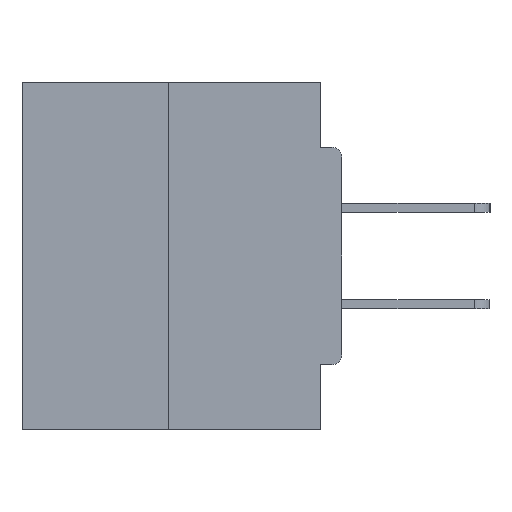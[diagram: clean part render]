
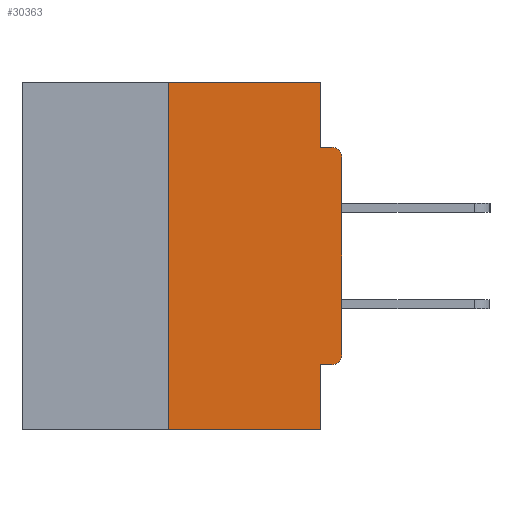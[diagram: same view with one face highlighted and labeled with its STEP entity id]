
A CAD part, left-side view. The second image highlights one B-rep face of the part: STEP entity #30363.
In plain terms, the highlighted planar face has unit normal (-1, 0, 0).
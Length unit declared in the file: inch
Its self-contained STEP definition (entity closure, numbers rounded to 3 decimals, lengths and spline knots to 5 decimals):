
#75 = CARTESIAN_POINT ( 'NONE',  ( 0., 0.25, -0.5 ) ) ;
#533 = VECTOR ( 'NONE', #23173, 39.37008 ) ;
#889 = DIRECTION ( 'NONE',  ( 0., 0., -1. ) ) ;
#1437 = EDGE_CURVE ( 'NONE', #14238, #33584, #9037, .T. ) ;
#1892 = AXIS2_PLACEMENT_3D ( 'NONE', #9217, #30238, #14512 ) ;
#1973 = CARTESIAN_POINT ( 'NONE',  ( 0., 0., -0.1085 ) ) ;
#2273 = ORIENTED_EDGE ( 'NONE', *, *, #29920, .T. ) ;
#3568 = VERTEX_POINT ( 'NONE', #7033 ) ;
#3784 = CARTESIAN_POINT ( 'NONE',  ( 0., 0.015, -0.0935 ) ) ;
#4215 = ORIENTED_EDGE ( 'NONE', *, *, #32718, .T. ) ;
#4923 = CARTESIAN_POINT ( 'NONE',  ( 0., 0.25, 0. ) ) ;
#5590 = CARTESIAN_POINT ( 'NONE',  ( 0., 0.46, -0.5 ) ) ;
#6249 = VERTEX_POINT ( 'NONE', #18964 ) ;
#6314 = DIRECTION ( 'NONE',  ( 0., -1., 0. ) ) ;
#6661 = VECTOR ( 'NONE', #15347, 39.37008 ) ;
#6767 = LINE ( 'NONE', #15432, #10873 ) ;
#7033 = CARTESIAN_POINT ( 'NONE',  ( 0., 0.25, 0. ) ) ;
#7378 = DIRECTION ( 'NONE',  ( 0., 0., -1. ) ) ;
#7645 = VERTEX_POINT ( 'NONE', #20528 ) ;
#8044 = ORIENTED_EDGE ( 'NONE', *, *, #24449, .T. ) ;
#8352 = VERTEX_POINT ( 'NONE', #3784 ) ;
#9037 = LINE ( 'NONE', #5590, #25068 ) ;
#9213 = VERTEX_POINT ( 'NONE', #27598 ) ;
#9217 = CARTESIAN_POINT ( 'NONE',  ( 0., 0.015, -0.3915 ) ) ;
#10534 = ORIENTED_EDGE ( 'NONE', *, *, #1437, .T. ) ;
#10552 = VERTEX_POINT ( 'NONE', #25725 ) ;
#10873 = VECTOR ( 'NONE', #28639, 39.37008 ) ;
#11448 = CIRCLE ( 'NONE', #32219, 0.015 ) ;
#13378 = EDGE_CURVE ( 'NONE', #6249, #9213, #13451, .T. ) ;
#13451 = LINE ( 'NONE', #21702, #24926 ) ;
#13543 = DIRECTION ( 'NONE',  ( 0., 0., -1. ) ) ;
#13589 = AXIS2_PLACEMENT_3D ( 'NONE', #26409, #18470, #13543 ) ;
#13895 = ORIENTED_EDGE ( 'NONE', *, *, #26850, .F. ) ;
#14238 = VERTEX_POINT ( 'NONE', #75 ) ;
#14512 = DIRECTION ( 'NONE',  ( 0., 0., -1. ) ) ;
#15347 = DIRECTION ( 'NONE',  ( 0., -1., 0. ) ) ;
#15432 = CARTESIAN_POINT ( 'NONE',  ( 0., 0.031, -0.5 ) ) ;
#15745 = LINE ( 'NONE', #32709, #32210 ) ;
#15956 = EDGE_CURVE ( 'NONE', #10552, #33584, #6767, .T. ) ;
#16302 = EDGE_CURVE ( 'NONE', #14238, #3568, #16589, .T. ) ;
#16513 = ORIENTED_EDGE ( 'NONE', *, *, #15956, .F. ) ;
#16589 = LINE ( 'NONE', #4923, #533 ) ;
#17193 = VECTOR ( 'NONE', #25504, 39.37008 ) ;
#17406 = DIRECTION ( 'NONE',  ( 0., 1., 0. ) ) ;
#17562 = CARTESIAN_POINT ( 'NONE',  ( 0., 0., 0. ) ) ;
#17929 = ORIENTED_EDGE ( 'NONE', *, *, #18763, .F. ) ;
#17964 = CARTESIAN_POINT ( 'NONE',  ( 0., 0., -0.0935 ) ) ;
#18048 = VECTOR ( 'NONE', #17406, 39.37008 ) ;
#18470 = DIRECTION ( 'NONE',  ( 1., 0., 0. ) ) ;
#18763 = EDGE_CURVE ( 'NONE', #7645, #10552, #24654, .T. ) ;
#18794 = DIRECTION ( 'NONE',  ( 0., -1., 0. ) ) ;
#18964 = CARTESIAN_POINT ( 'NONE',  ( 0., 0.031, 0. ) ) ;
#19158 = ORIENTED_EDGE ( 'NONE', *, *, #16302, .F. ) ;
#19885 = CIRCLE ( 'NONE', #1892, 0.015 ) ;
#20182 = EDGE_LOOP ( 'NONE', ( #13895, #19158, #10534, #16513, #17929, #2273, #4215, #8044, #26908, #25095 ) ) ;
#20528 = CARTESIAN_POINT ( 'NONE',  ( 0., 0.015, -0.4065 ) ) ;
#21702 = CARTESIAN_POINT ( 'NONE',  ( 0., 0.031, 0. ) ) ;
#21777 = EDGE_CURVE ( 'NONE', #9213, #8352, #26787, .T. ) ;
#21976 = CARTESIAN_POINT ( 'NONE',  ( 0., 0., -0.3915 ) ) ;
#23173 = DIRECTION ( 'NONE',  ( 0., 0., 1. ) ) ;
#24286 = CARTESIAN_POINT ( 'NONE',  ( 0., 0.031, -0.5 ) ) ;
#24449 = EDGE_CURVE ( 'NONE', #24858, #8352, #11448, .T. ) ;
#24654 = LINE ( 'NONE', #30652, #18048 ) ;
#24858 = VERTEX_POINT ( 'NONE', #1973 ) ;
#24926 = VECTOR ( 'NONE', #889, 39.37008 ) ;
#25068 = VECTOR ( 'NONE', #18794, 39.37008 ) ;
#25095 = ORIENTED_EDGE ( 'NONE', *, *, #13378, .F. ) ;
#25504 = DIRECTION ( 'NONE',  ( 0., 0., 1. ) ) ;
#25725 = CARTESIAN_POINT ( 'NONE',  ( 0., 0.031, -0.4065 ) ) ;
#26409 = CARTESIAN_POINT ( 'NONE',  ( 0., 0.46, 0. ) ) ;
#26787 = LINE ( 'NONE', #17964, #6661 ) ;
#26850 = EDGE_CURVE ( 'NONE', #3568, #6249, #15745, .T. ) ;
#26908 = ORIENTED_EDGE ( 'NONE', *, *, #21777, .F. ) ;
#27473 = LINE ( 'NONE', #17562, #17193 ) ;
#27598 = CARTESIAN_POINT ( 'NONE',  ( 0., 0.031, -0.0935 ) ) ;
#28639 = DIRECTION ( 'NONE',  ( 0., 0., -1. ) ) ;
#29920 = EDGE_CURVE ( 'NONE', #7645, #32555, #19885, .T. ) ;
#30238 = DIRECTION ( 'NONE',  ( -1., 0., 0. ) ) ;
#30363 = ADVANCED_FACE ( 'NONE', ( #33812 ), #31591, .F. ) ;
#30652 = CARTESIAN_POINT ( 'NONE',  ( 0., 0., -0.4065 ) ) ;
#31259 = DIRECTION ( 'NONE',  ( -1., 0., 0. ) ) ;
#31487 = CARTESIAN_POINT ( 'NONE',  ( 0., 0.015, -0.1085 ) ) ;
#31591 = PLANE ( 'NONE',  #13589 ) ;
#32210 = VECTOR ( 'NONE', #6314, 39.37008 ) ;
#32219 = AXIS2_PLACEMENT_3D ( 'NONE', #31487, #31259, #7378 ) ;
#32555 = VERTEX_POINT ( 'NONE', #21976 ) ;
#32709 = CARTESIAN_POINT ( 'NONE',  ( 0., 0.46, 0. ) ) ;
#32718 = EDGE_CURVE ( 'NONE', #32555, #24858, #27473, .T. ) ;
#33584 = VERTEX_POINT ( 'NONE', #24286 ) ;
#33812 = FACE_OUTER_BOUND ( 'NONE', #20182, .T. ) ;
